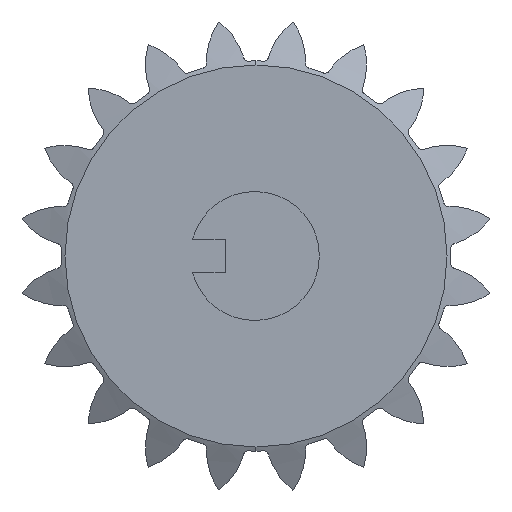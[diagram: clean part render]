
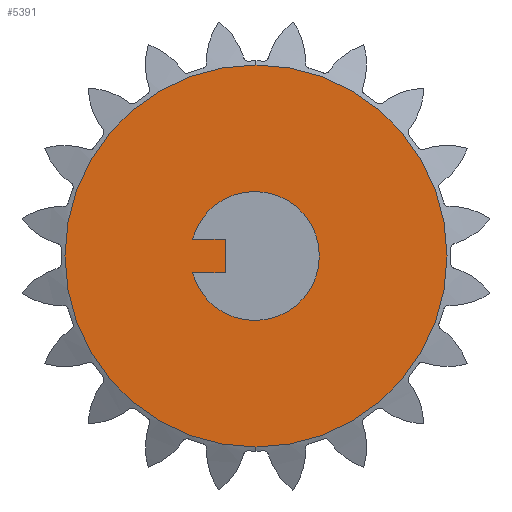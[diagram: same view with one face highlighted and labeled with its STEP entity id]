
A CAD part, left-side view. The second image highlights one B-rep face of the part: STEP entity #5391.
In plain terms, the highlighted planar face has unit normal (-1, 0, 0).
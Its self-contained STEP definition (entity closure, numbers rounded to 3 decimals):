
#40 = CARTESIAN_POINT ( 'NONE',  ( 0.207, 0., -3.1 ) ) ;
#109 = ORIENTED_EDGE ( 'NONE', *, *, #6370, .F. ) ;
#152 = CARTESIAN_POINT ( 'NONE',  ( 0.207, 0., 3.1 ) ) ;
#203 = AXIS2_PLACEMENT_3D ( 'NONE', #5503, #249, #6720 ) ;
#249 = DIRECTION ( 'NONE',  ( -1., 0., 0. ) ) ;
#271 = VERTEX_POINT ( 'NONE', #6634 ) ;
#397 = AXIS2_PLACEMENT_3D ( 'NONE', #3648, #6742, #5750 ) ;
#479 = ORIENTED_EDGE ( 'NONE', *, *, #6878, .F. ) ;
#573 = ORIENTED_EDGE ( 'NONE', *, *, #3286, .T. ) ;
#719 = LINE ( 'NONE', #7230, #1990 ) ;
#752 = CIRCLE ( 'NONE', #6007, 9.18 ) ;
#929 = DIRECTION ( 'NONE',  ( -1., 0., 0. ) ) ;
#958 = LINE ( 'NONE', #4992, #5587 ) ;
#1009 = DIRECTION ( 'NONE',  ( 0., 0., -1. ) ) ;
#1098 = ORIENTED_EDGE ( 'NONE', *, *, #3433, .F. ) ;
#1293 = FACE_BOUND ( 'NONE', #3374, .T. ) ;
#1301 = CIRCLE ( 'NONE', #7293, 3.1 ) ;
#1317 = CARTESIAN_POINT ( 'NONE',  ( 0.207, 1.422, 0.8 ) ) ;
#1419 = EDGE_CURVE ( 'NONE', #3540, #5158, #2600, .T. ) ;
#1441 = VERTEX_POINT ( 'NONE', #4457 ) ;
#1510 = DIRECTION ( 'NONE',  ( 0., 0., 1. ) ) ;
#1643 = EDGE_CURVE ( 'NONE', #1441, #3540, #719, .T. ) ;
#1668 = AXIS2_PLACEMENT_3D ( 'NONE', #6679, #7328, #1510 ) ;
#1747 = CARTESIAN_POINT ( 'NONE',  ( 0.207, -0.056, 9.18 ) ) ;
#1904 = VECTOR ( 'NONE', #1009, 1000. ) ;
#1990 = VECTOR ( 'NONE', #6084, 1000. ) ;
#2075 = DIRECTION ( 'NONE',  ( 0., -1., 0. ) ) ;
#2219 = EDGE_CURVE ( 'NONE', #2451, #6433, #752, .T. ) ;
#2285 = CIRCLE ( 'NONE', #1668, 9.18 ) ;
#2451 = VERTEX_POINT ( 'NONE', #4350 ) ;
#2600 = CIRCLE ( 'NONE', #397, 3.1 ) ;
#2994 = ORIENTED_EDGE ( 'NONE', *, *, #2219, .T. ) ;
#3286 = EDGE_CURVE ( 'NONE', #6433, #2451, #2285, .T. ) ;
#3374 = EDGE_LOOP ( 'NONE', ( #7314, #1098, #4611, #479, #109, #4931 ) ) ;
#3433 = EDGE_CURVE ( 'NONE', #5681, #1441, #5726, .T. ) ;
#3540 = VERTEX_POINT ( 'NONE', #3573 ) ;
#3573 = CARTESIAN_POINT ( 'NONE',  ( 0.207, 2.995, -0.8 ) ) ;
#3648 = CARTESIAN_POINT ( 'NONE',  ( 0.207, 0., 0. ) ) ;
#3978 = EDGE_LOOP ( 'NONE', ( #2994, #573 ) ) ;
#4174 = PLANE ( 'NONE',  #7037 ) ;
#4209 = DIRECTION ( 'NONE',  ( 0., 1., 0. ) ) ;
#4246 = CIRCLE ( 'NONE', #203, 3.1 ) ;
#4350 = CARTESIAN_POINT ( 'NONE',  ( 0.207, -0.056, -9.18 ) ) ;
#4457 = CARTESIAN_POINT ( 'NONE',  ( 0.207, 1.422, -0.8 ) ) ;
#4611 = ORIENTED_EDGE ( 'NONE', *, *, #5211, .F. ) ;
#4773 = DIRECTION ( 'NONE',  ( -1., 0., 0. ) ) ;
#4931 = ORIENTED_EDGE ( 'NONE', *, *, #1419, .F. ) ;
#4992 = CARTESIAN_POINT ( 'NONE',  ( 0.207, 1.422, 0.8 ) ) ;
#5014 = CARTESIAN_POINT ( 'NONE',  ( 0.207, -0.056, 0. ) ) ;
#5158 = VERTEX_POINT ( 'NONE', #40 ) ;
#5197 = VERTEX_POINT ( 'NONE', #152 ) ;
#5211 = EDGE_CURVE ( 'NONE', #271, #5681, #958, .T. ) ;
#5357 = DIRECTION ( 'NONE',  ( 1., 0., 0. ) ) ;
#5391 = ADVANCED_FACE ( 'NONE', ( #7188, #1293 ), #4174, .F. ) ;
#5503 = CARTESIAN_POINT ( 'NONE',  ( 0.207, 0., 0. ) ) ;
#5587 = VECTOR ( 'NONE', #2075, 1000. ) ;
#5681 = VERTEX_POINT ( 'NONE', #1317 ) ;
#5726 = LINE ( 'NONE', #6866, #1904 ) ;
#5750 = DIRECTION ( 'NONE',  ( 0., 0., 1. ) ) ;
#5915 = DIRECTION ( 'NONE',  ( 0., 0., 1. ) ) ;
#6007 = AXIS2_PLACEMENT_3D ( 'NONE', #7134, #4773, #5915 ) ;
#6084 = DIRECTION ( 'NONE',  ( 0., 1., 0. ) ) ;
#6139 = DIRECTION ( 'NONE',  ( 0., 0., 1. ) ) ;
#6370 = EDGE_CURVE ( 'NONE', #5158, #5197, #4246, .T. ) ;
#6433 = VERTEX_POINT ( 'NONE', #1747 ) ;
#6634 = CARTESIAN_POINT ( 'NONE',  ( 0.207, 2.995, 0.8 ) ) ;
#6673 = CARTESIAN_POINT ( 'NONE',  ( 0.207, 0., 0. ) ) ;
#6679 = CARTESIAN_POINT ( 'NONE',  ( 0.207, -0.056, 0. ) ) ;
#6720 = DIRECTION ( 'NONE',  ( 0., 0., 1. ) ) ;
#6742 = DIRECTION ( 'NONE',  ( -1., 0., 0. ) ) ;
#6866 = CARTESIAN_POINT ( 'NONE',  ( 0.207, 1.422, -0.8 ) ) ;
#6878 = EDGE_CURVE ( 'NONE', #5197, #271, #1301, .T. ) ;
#7037 = AXIS2_PLACEMENT_3D ( 'NONE', #5014, #5357, #4209 ) ;
#7134 = CARTESIAN_POINT ( 'NONE',  ( 0.207, -0.056, 0. ) ) ;
#7188 = FACE_OUTER_BOUND ( 'NONE', #3978, .T. ) ;
#7230 = CARTESIAN_POINT ( 'NONE',  ( 0.207, 2.995, -0.8 ) ) ;
#7293 = AXIS2_PLACEMENT_3D ( 'NONE', #6673, #929, #6139 ) ;
#7314 = ORIENTED_EDGE ( 'NONE', *, *, #1643, .F. ) ;
#7328 = DIRECTION ( 'NONE',  ( -1., 0., 0. ) ) ;
